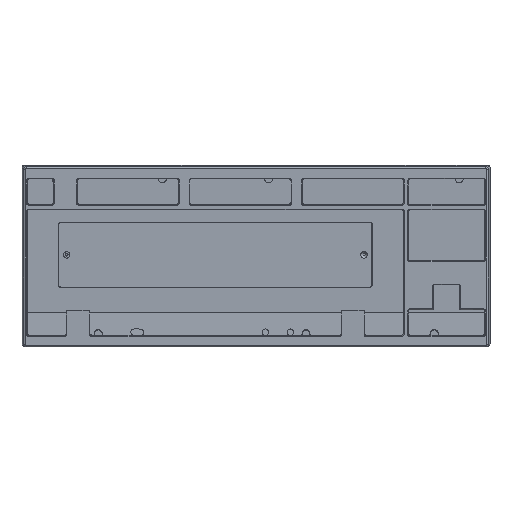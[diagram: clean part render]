
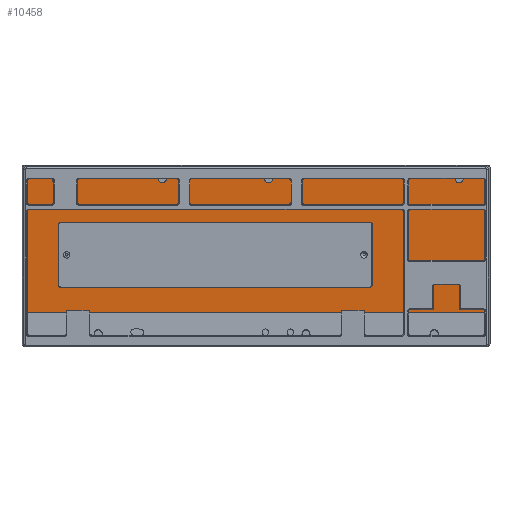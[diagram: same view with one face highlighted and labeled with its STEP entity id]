
A CAD part, top view. The second image highlights one B-rep face of the part: STEP entity #10458.
In plain terms, the highlighted face is planar.
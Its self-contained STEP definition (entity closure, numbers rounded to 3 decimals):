
#143=FACE_BOUND('',#3545,.T.);
#318=PLANE('',#11661);
#925=LINE('',#17442,#1820);
#981=LINE('',#17594,#1876);
#1110=LINE('',#18063,#2005);
#1111=LINE('',#18065,#2006);
#1112=LINE('',#18071,#2007);
#1113=LINE('',#18075,#2008);
#1114=LINE('',#18079,#2009);
#1115=LINE('',#18082,#2010);
#1820=VECTOR('',#14087,10.);
#1876=VECTOR('',#14189,10.);
#2005=VECTOR('',#14650,10.);
#2006=VECTOR('',#14651,10.);
#2007=VECTOR('',#14656,10.);
#2008=VECTOR('',#14659,10.);
#2009=VECTOR('',#14662,10.);
#2010=VECTOR('',#14665,10.);
#2908=FACE_OUTER_BOUND('',#3544,.T.);
#3544=EDGE_LOOP('',(#9342,#9343,#9344,#9345,#9346,#9347));
#3545=EDGE_LOOP('',(#9348,#9349,#9350,#9351,#9352,#9353,#9354,#9355));
#4282=CIRCLE('',#11660,2.5);
#4283=CIRCLE('',#11662,2.5);
#4284=CIRCLE('',#11663,2.);
#4285=CIRCLE('',#11664,2.);
#4286=CIRCLE('',#11665,2.);
#4287=CIRCLE('',#11666,2.);
#4992=VERTEX_POINT('',#17439);
#4993=VERTEX_POINT('',#17441);
#5052=VERTEX_POINT('',#17591);
#5053=VERTEX_POINT('',#17593);
#5227=VERTEX_POINT('',#18059);
#5228=VERTEX_POINT('',#18064);
#5229=VERTEX_POINT('',#18067);
#5230=VERTEX_POINT('',#18068);
#5231=VERTEX_POINT('',#18070);
#5232=VERTEX_POINT('',#18072);
#5233=VERTEX_POINT('',#18074);
#5234=VERTEX_POINT('',#18076);
#5235=VERTEX_POINT('',#18078);
#5236=VERTEX_POINT('',#18080);
#6345=EDGE_CURVE('',#4993,#4992,#925,.T.);
#6414=EDGE_CURVE('',#5052,#5053,#981,.T.);
#6653=EDGE_CURVE('',#5052,#5227,#4282,.T.);
#6655=EDGE_CURVE('',#4993,#5227,#1110,.T.);
#6656=EDGE_CURVE('',#5228,#4992,#1111,.T.);
#6657=EDGE_CURVE('',#5228,#5053,#4283,.T.);
#6658=EDGE_CURVE('',#5229,#5230,#4284,.T.);
#6659=EDGE_CURVE('',#5229,#5231,#1112,.T.);
#6660=EDGE_CURVE('',#5232,#5231,#4285,.T.);
#6661=EDGE_CURVE('',#5232,#5233,#1113,.T.);
#6662=EDGE_CURVE('',#5234,#5233,#4286,.T.);
#6663=EDGE_CURVE('',#5234,#5235,#1114,.T.);
#6664=EDGE_CURVE('',#5236,#5235,#4287,.T.);
#6665=EDGE_CURVE('',#5230,#5236,#1115,.T.);
#9342=ORIENTED_EDGE('',*,*,#6653,.T.);
#9343=ORIENTED_EDGE('',*,*,#6655,.F.);
#9344=ORIENTED_EDGE('',*,*,#6345,.T.);
#9345=ORIENTED_EDGE('',*,*,#6656,.F.);
#9346=ORIENTED_EDGE('',*,*,#6657,.T.);
#9347=ORIENTED_EDGE('',*,*,#6414,.F.);
#9348=ORIENTED_EDGE('',*,*,#6658,.F.);
#9349=ORIENTED_EDGE('',*,*,#6659,.T.);
#9350=ORIENTED_EDGE('',*,*,#6660,.F.);
#9351=ORIENTED_EDGE('',*,*,#6661,.T.);
#9352=ORIENTED_EDGE('',*,*,#6662,.F.);
#9353=ORIENTED_EDGE('',*,*,#6663,.T.);
#9354=ORIENTED_EDGE('',*,*,#6664,.F.);
#9355=ORIENTED_EDGE('',*,*,#6665,.F.);
#10458=ADVANCED_FACE('',(#2908,#143),#318,.T.);
#11660=AXIS2_PLACEMENT_3D('',#18060,#14645,#14646);
#11661=AXIS2_PLACEMENT_3D('',#18062,#14648,#14649);
#11662=AXIS2_PLACEMENT_3D('',#18066,#14652,#14653);
#11663=AXIS2_PLACEMENT_3D('',#18069,#14654,#14655);
#11664=AXIS2_PLACEMENT_3D('',#18073,#14657,#14658);
#11665=AXIS2_PLACEMENT_3D('',#18077,#14660,#14661);
#11666=AXIS2_PLACEMENT_3D('',#18081,#14663,#14664);
#14087=DIRECTION('',(1.,0.,0.));
#14189=DIRECTION('',(1.,0.,0.));
#14645=DIRECTION('center_axis',(0.,0.,1.));
#14646=DIRECTION('ref_axis',(-0.707,0.707,0.));
#14648=DIRECTION('center_axis',(0.,0.,1.));
#14649=DIRECTION('ref_axis',(0.,-1.,0.));
#14650=DIRECTION('',(0.,1.,0.));
#14651=DIRECTION('',(0.,-1.,0.));
#14652=DIRECTION('center_axis',(0.,0.,1.));
#14653=DIRECTION('ref_axis',(0.707,0.707,0.));
#14654=DIRECTION('center_axis',(0.,0.,1.));
#14655=DIRECTION('ref_axis',(-0.707,-0.707,0.));
#14656=DIRECTION('',(0.,1.,0.));
#14657=DIRECTION('center_axis',(0.,0.,1.));
#14658=DIRECTION('ref_axis',(-0.707,0.707,0.));
#14659=DIRECTION('',(1.,0.,0.));
#14660=DIRECTION('center_axis',(0.,0.,1.));
#14661=DIRECTION('ref_axis',(0.707,0.707,0.));
#14662=DIRECTION('',(0.,-1.,0.));
#14663=DIRECTION('center_axis',(0.,0.,1.));
#14664=DIRECTION('ref_axis',(0.707,-0.707,0.));
#14665=DIRECTION('',(1.,0.,0.));
#17439=CARTESIAN_POINT('',(306.774,-31.648,-4.2));
#17441=CARTESIAN_POINT('',(-44.862,-31.648,-4.2));
#17442=CARTESIAN_POINT('',(128.457,-31.648,-4.2));
#17591=CARTESIAN_POINT('',(-42.362,73.413,-4.2));
#17593=CARTESIAN_POINT('',(304.268,73.413,-4.2));
#17594=CARTESIAN_POINT('',(217.629,73.413,-4.2));
#18059=CARTESIAN_POINT('',(-44.862,70.913,-4.2));
#18060=CARTESIAN_POINT('Origin',(-42.362,70.913,-4.2));
#18062=CARTESIAN_POINT('Origin',(-49.862,80.913,-4.2));
#18063=CARTESIAN_POINT('',(-44.862,29.505,-4.2));
#18064=CARTESIAN_POINT('',(306.768,70.913,-4.2));
#18065=CARTESIAN_POINT('',(306.772,15.666,-4.2));
#18066=CARTESIAN_POINT('Origin',(304.268,70.913,-4.2));
#18067=CARTESIAN_POINT('',(-19.512,-10.533,-4.2));
#18068=CARTESIAN_POINT('',(-17.512,-12.533,-4.2));
#18069=CARTESIAN_POINT('Origin',(-17.512,-10.533,-4.2));
#18070=CARTESIAN_POINT('',(-19.512,35.467,-4.2));
#18071=CARTESIAN_POINT('',(-19.512,29.19,-4.2));
#18072=CARTESIAN_POINT('',(-17.512,37.467,-4.2));
#18073=CARTESIAN_POINT('Origin',(-17.512,35.467,-4.2));
#18074=CARTESIAN_POINT('',(217.517,37.467,-4.2));
#18075=CARTESIAN_POINT('',(-34.687,37.467,-4.2));
#18076=CARTESIAN_POINT('',(219.517,35.467,-4.2));
#18077=CARTESIAN_POINT('Origin',(217.517,35.467,-4.2));
#18078=CARTESIAN_POINT('',(219.517,-10.533,-4.2));
#18079=CARTESIAN_POINT('',(219.517,59.19,-4.2));
#18080=CARTESIAN_POINT('',(217.517,-12.533,-4.2));
#18081=CARTESIAN_POINT('Origin',(217.517,-10.533,-4.2));
#18082=CARTESIAN_POINT('',(75.313,-12.533,-4.2));
